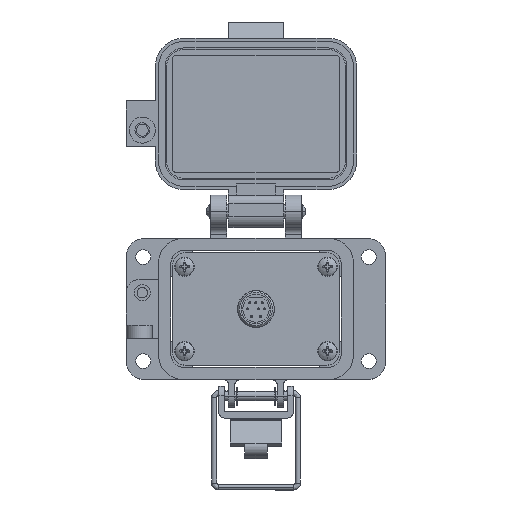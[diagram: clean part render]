
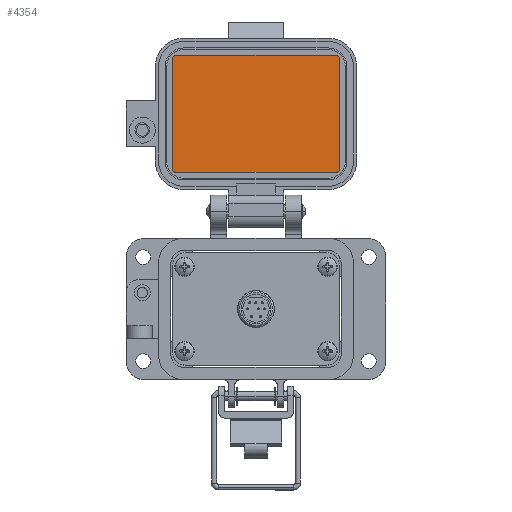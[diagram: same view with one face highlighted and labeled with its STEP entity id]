
A CAD part, top view. The second image highlights one B-rep face of the part: STEP entity #4354.
In plain terms, the highlighted planar face has unit normal (0, 0, 1).
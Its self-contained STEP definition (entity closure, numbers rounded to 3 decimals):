
#526 = CIRCLE ( 'NONE', #56319, 1.057 ) ;
#1276 = DIRECTION ( 'NONE',  ( -1., 0., 0. ) ) ;
#1367 = CARTESIAN_POINT ( 'NONE',  ( -25.885, 50.257, -23.97 ) ) ;
#4149 = DIRECTION ( 'NONE',  ( -1., 0., 0. ) ) ;
#4354 = ADVANCED_FACE ( 'NONE', ( #17481 ), #63296, .F. ) ;
#5982 = LINE ( 'NONE', #11414, #43629 ) ;
#6734 = CIRCLE ( 'NONE', #53667, 1.057 ) ;
#6966 = VERTEX_POINT ( 'NONE', #62191 ) ;
#7932 = DIRECTION ( 'NONE',  ( 1., 0., 0. ) ) ;
#8300 = ORIENTED_EDGE ( 'NONE', *, *, #61878, .F. ) ;
#9022 = CIRCLE ( 'NONE', #29281, 1.057 ) ;
#10379 = CARTESIAN_POINT ( 'NONE',  ( -24.827, 50.257, -23.97 ) ) ;
#11414 = CARTESIAN_POINT ( 'NONE',  ( 0., 49.199, -23.97 ) ) ;
#12478 = EDGE_CURVE ( 'NONE', #21933, #13361, #5982, .T. ) ;
#13361 = VERTEX_POINT ( 'NONE', #43073 ) ;
#13391 = EDGE_CURVE ( 'NONE', #53602, #63396, #29765, .T. ) ;
#13585 = CARTESIAN_POINT ( 'NONE',  ( -24.827, 85.458, -23.97 ) ) ;
#14115 = DIRECTION ( 'NONE',  ( 0., 1., 0. ) ) ;
#14349 = VECTOR ( 'NONE', #7932, 1000. ) ;
#15307 = DIRECTION ( 'NONE',  ( -1., 0., 0. ) ) ;
#16972 = ORIENTED_EDGE ( 'NONE', *, *, #50757, .F. ) ;
#16991 = VERTEX_POINT ( 'NONE', #53467 ) ;
#17481 = FACE_OUTER_BOUND ( 'NONE', #30366, .T. ) ;
#17867 = EDGE_CURVE ( 'NONE', #23580, #21933, #53943, .T. ) ;
#21091 = ORIENTED_EDGE ( 'NONE', *, *, #17867, .F. ) ;
#21582 = CARTESIAN_POINT ( 'NONE',  ( 24.827, 50.257, -23.97 ) ) ;
#21933 = VERTEX_POINT ( 'NONE', #60297 ) ;
#22566 = DIRECTION ( 'NONE',  ( 0., 0., -1. ) ) ;
#23580 = VERTEX_POINT ( 'NONE', #44023 ) ;
#25954 = ORIENTED_EDGE ( 'NONE', *, *, #13391, .F. ) ;
#26497 = DIRECTION ( 'NONE',  ( -1., 0., 0. ) ) ;
#27385 = LINE ( 'NONE', #58349, #53626 ) ;
#28926 = AXIS2_PLACEMENT_3D ( 'NONE', #38386, #63281, #33658 ) ;
#29281 = AXIS2_PLACEMENT_3D ( 'NONE', #10379, #44720, #15307 ) ;
#29765 = LINE ( 'NONE', #43507, #56042 ) ;
#30366 = EDGE_LOOP ( 'NONE', ( #57804, #25954, #16972, #44383, #21091, #8300, #54260, #47426 ) ) ;
#33538 = DIRECTION ( 'NONE',  ( 0., 0., -1. ) ) ;
#33658 = DIRECTION ( 'NONE',  ( 0., 1., 0. ) ) ;
#35900 = AXIS2_PLACEMENT_3D ( 'NONE', #21582, #56067, #26497 ) ;
#36753 = CARTESIAN_POINT ( 'NONE',  ( -25.885, 84.4, -23.97 ) ) ;
#38386 = CARTESIAN_POINT ( 'NONE',  ( 0., 67.329, -23.97 ) ) ;
#41997 = LINE ( 'NONE', #42263, #14349 ) ;
#42263 = CARTESIAN_POINT ( 'NONE',  ( 0., 85.458, -23.97 ) ) ;
#43073 = CARTESIAN_POINT ( 'NONE',  ( -24.827, 49.199, -23.97 ) ) ;
#43507 = CARTESIAN_POINT ( 'NONE',  ( -25.885, 67.329, -23.97 ) ) ;
#43629 = VECTOR ( 'NONE', #1276, 1000. ) ;
#44023 = CARTESIAN_POINT ( 'NONE',  ( 25.885, 50.257, -23.97 ) ) ;
#44383 = ORIENTED_EDGE ( 'NONE', *, *, #12478, .F. ) ;
#44720 = DIRECTION ( 'NONE',  ( 0., 0., -1. ) ) ;
#45017 = EDGE_CURVE ( 'NONE', #52984, #6966, #41997, .T. ) ;
#47426 = ORIENTED_EDGE ( 'NONE', *, *, #45017, .F. ) ;
#50596 = EDGE_CURVE ( 'NONE', #6966, #16991, #6734, .T. ) ;
#50757 = EDGE_CURVE ( 'NONE', #13361, #53602, #9022, .T. ) ;
#52059 = CARTESIAN_POINT ( 'NONE',  ( -24.827, 84.4, -23.97 ) ) ;
#52984 = VERTEX_POINT ( 'NONE', #13585 ) ;
#53467 = CARTESIAN_POINT ( 'NONE',  ( 25.885, 84.4, -23.97 ) ) ;
#53574 = DIRECTION ( 'NONE',  ( 0., -1., 0. ) ) ;
#53602 = VERTEX_POINT ( 'NONE', #1367 ) ;
#53626 = VECTOR ( 'NONE', #53574, 1000. ) ;
#53667 = AXIS2_PLACEMENT_3D ( 'NONE', #63156, #33538, #4149 ) ;
#53943 = CIRCLE ( 'NONE', #35900, 1.057 ) ;
#54260 = ORIENTED_EDGE ( 'NONE', *, *, #50596, .F. ) ;
#54299 = EDGE_CURVE ( 'NONE', #63396, #52984, #526, .T. ) ;
#56042 = VECTOR ( 'NONE', #14115, 1000. ) ;
#56067 = DIRECTION ( 'NONE',  ( 0., 0., -1. ) ) ;
#56319 = AXIS2_PLACEMENT_3D ( 'NONE', #52059, #22566, #57039 ) ;
#57039 = DIRECTION ( 'NONE',  ( -1., 0., 0. ) ) ;
#57804 = ORIENTED_EDGE ( 'NONE', *, *, #54299, .F. ) ;
#58349 = CARTESIAN_POINT ( 'NONE',  ( 25.885, 67.329, -23.97 ) ) ;
#60297 = CARTESIAN_POINT ( 'NONE',  ( 24.828, 49.199, -23.97 ) ) ;
#61878 = EDGE_CURVE ( 'NONE', #16991, #23580, #27385, .T. ) ;
#62191 = CARTESIAN_POINT ( 'NONE',  ( 24.827, 85.458, -23.97 ) ) ;
#63156 = CARTESIAN_POINT ( 'NONE',  ( 24.827, 84.4, -23.97 ) ) ;
#63281 = DIRECTION ( 'NONE',  ( 0., 0., -1. ) ) ;
#63296 = PLANE ( 'NONE',  #28926 ) ;
#63396 = VERTEX_POINT ( 'NONE', #36753 ) ;
